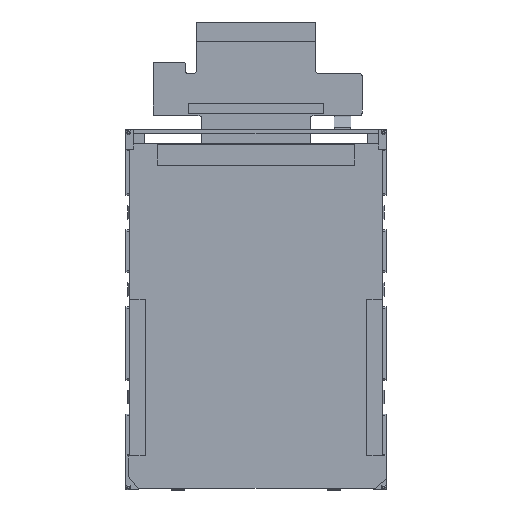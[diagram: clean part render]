
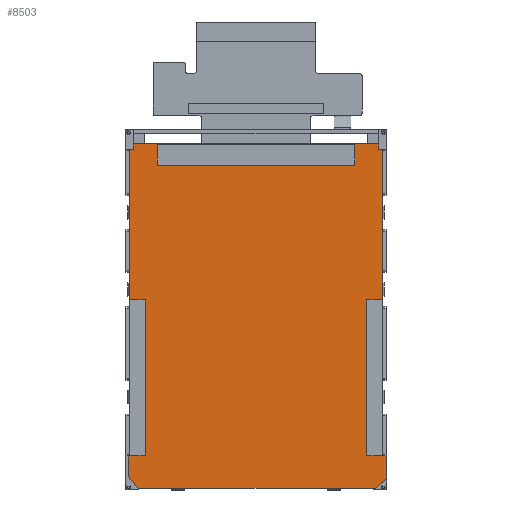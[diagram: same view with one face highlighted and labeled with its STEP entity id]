
A CAD part, front view. The second image highlights one B-rep face of the part: STEP entity #8503.
In plain terms, the highlighted planar face has unit normal (0, -1, 0).
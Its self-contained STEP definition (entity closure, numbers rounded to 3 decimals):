
#673=DIRECTION('',(0.,0.,-1.));
#674=VECTOR('',#673,4.372);
#675=CARTESIAN_POINT('',(25.,0.2,-25.5));
#676=LINE('',#675,#674);
#1088=DIRECTION('',(0.,0.,1.));
#1089=VECTOR('',#1088,58.98);
#1090=CARTESIAN_POINT('',(24.4,0.2,-25.5));
#1091=LINE('',#1090,#1089);
#3312=DIRECTION('',(0.,0.,1.));
#3313=VECTOR('',#3312,58.98);
#3314=CARTESIAN_POINT('',(-24.4,0.2,-25.5));
#3315=LINE('',#3314,#3313);
#3587=DIRECTION('',(0.,0.,1.));
#3588=VECTOR('',#3587,30.);
#3589=CARTESIAN_POINT('',(24.3,0.2,-25.5));
#3590=LINE('',#3589,#3588);
#3594=DIRECTION('',(-1.,0.,0.));
#3595=VECTOR('',#3594,3.);
#3596=CARTESIAN_POINT('',(24.3,0.2,4.5));
#3597=LINE('',#3596,#3595);
#3601=DIRECTION('',(0.,0.,-1.));
#3602=VECTOR('',#3601,30.);
#3603=CARTESIAN_POINT('',(21.3,0.2,4.5));
#3604=LINE('',#3603,#3602);
#3608=DIRECTION('',(1.,0.,0.));
#3609=VECTOR('',#3608,3.);
#3610=CARTESIAN_POINT('',(21.3,0.2,-25.5));
#3611=LINE('',#3610,#3609);
#3615=DIRECTION('',(0.,0.,1.));
#3616=VECTOR('',#3615,30.);
#3617=CARTESIAN_POINT('',(-21.3,0.2,-25.5));
#3618=LINE('',#3617,#3616);
#3622=DIRECTION('',(-1.,0.,0.));
#3623=VECTOR('',#3622,3.);
#3624=CARTESIAN_POINT('',(-21.3,0.2,4.5));
#3625=LINE('',#3624,#3623);
#3629=DIRECTION('',(0.,0.,-1.));
#3630=VECTOR('',#3629,30.);
#3631=CARTESIAN_POINT('',(-24.3,0.2,4.5));
#3632=LINE('',#3631,#3630);
#3636=DIRECTION('',(1.,0.,0.));
#3637=VECTOR('',#3636,3.);
#3638=CARTESIAN_POINT('',(-24.3,0.2,-25.5));
#3639=LINE('',#3638,#3637);
#3643=DIRECTION('',(0.,0.,1.));
#3644=VECTOR('',#3643,4.);
#3645=CARTESIAN_POINT('',(19.,0.2,30.4));
#3646=LINE('',#3645,#3644);
#3650=DIRECTION('',(-1.,0.,0.));
#3651=VECTOR('',#3650,38.);
#3652=CARTESIAN_POINT('',(19.,0.2,34.4));
#3653=LINE('',#3652,#3651);
#3657=DIRECTION('',(0.,0.,-1.));
#3658=VECTOR('',#3657,4.);
#3659=CARTESIAN_POINT('',(-19.,0.2,34.4));
#3660=LINE('',#3659,#3658);
#3664=DIRECTION('',(1.,0.,0.));
#3665=VECTOR('',#3664,38.);
#3666=CARTESIAN_POINT('',(-19.,0.2,30.4));
#3667=LINE('',#3666,#3665);
#3692=DIRECTION('',(1.,0.,0.));
#3693=VECTOR('',#3692,47.);
#3694=CARTESIAN_POINT('',(-23.5,0.2,34.5));
#3695=LINE('',#3694,#3693);
#3699=DIRECTION('',(1.,0.,0.));
#3700=VECTOR('',#3699,0.1);
#3701=CARTESIAN_POINT('',(23.5,0.2,34.5));
#3702=LINE('',#3701,#3700);
#3706=DIRECTION('',(0.,0.,-1.));
#3707=VECTOR('',#3706,1.02);
#3708=CARTESIAN_POINT('',(23.6,0.2,34.5));
#3709=LINE('',#3708,#3707);
#3713=DIRECTION('',(1.,0.,0.));
#3714=VECTOR('',#3713,0.8);
#3715=CARTESIAN_POINT('',(23.6,0.2,33.48));
#3716=LINE('',#3715,#3714);
#3720=DIRECTION('',(-0.762,0.,-0.648));
#3721=VECTOR('',#3720,3.283);
#3722=CARTESIAN_POINT('',(25.,0.2,-29.872));
#3723=LINE('',#3722,#3721);
#3727=DIRECTION('',(0.636,0.,-0.771));
#3728=VECTOR('',#3727,3.241);
#3729=CARTESIAN_POINT('',(-24.563,0.2,-29.5));
#3730=LINE('',#3729,#3728);
#3734=DIRECTION('',(0.,0.,1.));
#3735=VECTOR('',#3734,4.);
#3736=CARTESIAN_POINT('',(-24.563,0.2,-29.5));
#3737=LINE('',#3736,#3735);
#3741=DIRECTION('',(-1.,0.,0.));
#3742=VECTOR('',#3741,0.8);
#3743=CARTESIAN_POINT('',(-23.6,0.2,33.48));
#3744=LINE('',#3743,#3742);
#3748=DIRECTION('',(0.,0.,1.));
#3749=VECTOR('',#3748,1.02);
#3750=CARTESIAN_POINT('',(-23.6,0.2,33.48));
#3751=LINE('',#3750,#3749);
#3755=DIRECTION('',(1.,0.,0.));
#3756=VECTOR('',#3755,0.1);
#3757=CARTESIAN_POINT('',(-23.6,0.2,34.5));
#3758=LINE('',#3757,#3756);
#4130=DIRECTION('',(1.,0.,0.));
#4131=VECTOR('',#4130,0.6);
#4132=CARTESIAN_POINT('',(24.4,0.2,-25.5));
#4133=LINE('',#4132,#4131);
#4181=DIRECTION('',(0.,0.,1.));
#4182=VECTOR('',#4181,0.25);
#4183=CARTESIAN_POINT('',(22.5,0.2,-32.));
#4184=LINE('',#4183,#4182);
#4251=DIRECTION('',(-1.,0.,0.));
#4252=VECTOR('',#4251,45.);
#4253=CARTESIAN_POINT('',(22.5,0.2,-31.75));
#4254=LINE('',#4253,#4252);
#4377=DIRECTION('',(0.,0.,-1.));
#4378=VECTOR('',#4377,0.25);
#4379=CARTESIAN_POINT('',(-22.5,0.2,-31.75));
#4380=LINE('',#4379,#4378);
#4412=DIRECTION('',(-1.,0.,0.));
#4413=VECTOR('',#4412,0.163);
#4414=CARTESIAN_POINT('',(-24.4,0.2,-25.5));
#4415=LINE('',#4414,#4413);
#5397=CARTESIAN_POINT('',(23.6,0.2,34.5));
#5398=CARTESIAN_POINT('',(23.6,0.2,33.48));
#5399=VERTEX_POINT('',#5397);
#5400=VERTEX_POINT('',#5398);
#5401=CARTESIAN_POINT('',(-23.6,0.2,33.48));
#5402=CARTESIAN_POINT('',(-23.6,0.2,34.5));
#5403=VERTEX_POINT('',#5401);
#5404=VERTEX_POINT('',#5402);
#5413=CARTESIAN_POINT('',(25.,0.2,-25.5));
#5414=CARTESIAN_POINT('',(25.,0.2,-29.872));
#5415=VERTEX_POINT('',#5413);
#5416=VERTEX_POINT('',#5414);
#5419=CARTESIAN_POINT('',(22.5,0.2,-32.));
#5420=CARTESIAN_POINT('',(22.5,0.2,-31.75));
#5421=VERTEX_POINT('',#5419);
#5422=VERTEX_POINT('',#5420);
#5423=CARTESIAN_POINT('',(-22.5,0.2,-31.75));
#5424=VERTEX_POINT('',#5423);
#5425=CARTESIAN_POINT('',(-22.5,0.2,-32.));
#5426=VERTEX_POINT('',#5425);
#5427=CARTESIAN_POINT('',(-24.4,0.2,-25.5));
#5428=CARTESIAN_POINT('',(-24.4,0.2,33.48));
#5429=VERTEX_POINT('',#5427);
#5430=VERTEX_POINT('',#5428);
#5431=CARTESIAN_POINT('',(-24.563,0.2,-25.5));
#5432=VERTEX_POINT('',#5431);
#5435=CARTESIAN_POINT('',(24.4,0.2,-25.5));
#5436=CARTESIAN_POINT('',(24.4,0.2,33.48));
#5437=VERTEX_POINT('',#5435);
#5438=VERTEX_POINT('',#5436);
#5439=CARTESIAN_POINT('',(-24.563,0.2,-29.5));
#5440=VERTEX_POINT('',#5439);
#5483=CARTESIAN_POINT('',(24.3,0.2,-25.5));
#5484=CARTESIAN_POINT('',(24.3,0.2,4.5));
#5485=VERTEX_POINT('',#5483);
#5486=VERTEX_POINT('',#5484);
#5487=CARTESIAN_POINT('',(21.3,0.2,4.5));
#5488=VERTEX_POINT('',#5487);
#5489=CARTESIAN_POINT('',(21.3,0.2,-25.5));
#5490=VERTEX_POINT('',#5489);
#5491=CARTESIAN_POINT('',(-21.3,0.2,-25.5));
#5492=CARTESIAN_POINT('',(-21.3,0.2,4.5));
#5493=VERTEX_POINT('',#5491);
#5494=VERTEX_POINT('',#5492);
#5495=CARTESIAN_POINT('',(-24.3,0.2,4.5));
#5496=VERTEX_POINT('',#5495);
#5497=CARTESIAN_POINT('',(-24.3,0.2,-25.5));
#5498=VERTEX_POINT('',#5497);
#5499=CARTESIAN_POINT('',(19.,0.2,30.4));
#5500=CARTESIAN_POINT('',(19.,0.2,34.4));
#5501=VERTEX_POINT('',#5499);
#5502=VERTEX_POINT('',#5500);
#5503=CARTESIAN_POINT('',(-19.,0.2,34.4));
#5504=VERTEX_POINT('',#5503);
#5505=CARTESIAN_POINT('',(-19.,0.2,30.4));
#5506=VERTEX_POINT('',#5505);
#5727=CARTESIAN_POINT('',(-23.5,0.2,34.5));
#5728=CARTESIAN_POINT('',(23.5,0.2,34.5));
#5729=VERTEX_POINT('',#5727);
#5730=VERTEX_POINT('',#5728);
#8434=CARTESIAN_POINT('',(0.,0.2,0.));
#8435=DIRECTION('',(0.,-1.,0.));
#8436=DIRECTION('',(-1.,0.,0.));
#8437=AXIS2_PLACEMENT_3D('',#8434,#8435,#8436);
#8438=PLANE('',#8437);
#8439=ORIENTED_EDGE('',*,*,#7718,.T.);
#8441=ORIENTED_EDGE('',*,*,#8440,.T.);
#8443=ORIENTED_EDGE('',*,*,#8442,.T.);
#8445=ORIENTED_EDGE('',*,*,#8444,.T.);
#8446=ORIENTED_EDGE('',*,*,#6368,.F.);
#8448=ORIENTED_EDGE('',*,*,#8447,.T.);
#8449=ORIENTED_EDGE('',*,*,#6233,.T.);
#8451=ORIENTED_EDGE('',*,*,#8450,.T.);
#8453=ORIENTED_EDGE('',*,*,#8452,.T.);
#8455=ORIENTED_EDGE('',*,*,#8454,.T.);
#8457=ORIENTED_EDGE('',*,*,#8456,.T.);
#8459=ORIENTED_EDGE('',*,*,#8458,.F.);
#8461=ORIENTED_EDGE('',*,*,#8460,.T.);
#8463=ORIENTED_EDGE('',*,*,#8462,.F.);
#8464=ORIENTED_EDGE('',*,*,#8139,.T.);
#8466=ORIENTED_EDGE('',*,*,#8465,.F.);
#8468=ORIENTED_EDGE('',*,*,#8467,.T.);
#8470=ORIENTED_EDGE('',*,*,#8469,.T.);
#8471=EDGE_LOOP('',(#8439,#8441,#8443,#8445,#8446,#8448,#8449,#8451,#8453,#8455,
#8457,#8459,#8461,#8463,#8464,#8466,#8468,#8470));
#8472=FACE_OUTER_BOUND('',#8471,.F.);
#8474=ORIENTED_EDGE('',*,*,#8473,.T.);
#8476=ORIENTED_EDGE('',*,*,#8475,.T.);
#8478=ORIENTED_EDGE('',*,*,#8477,.T.);
#8480=ORIENTED_EDGE('',*,*,#8479,.T.);
#8481=EDGE_LOOP('',(#8474,#8476,#8478,#8480));
#8482=FACE_BOUND('',#8481,.F.);
#8484=ORIENTED_EDGE('',*,*,#8483,.T.);
#8486=ORIENTED_EDGE('',*,*,#8485,.T.);
#8488=ORIENTED_EDGE('',*,*,#8487,.T.);
#8490=ORIENTED_EDGE('',*,*,#8489,.T.);
#8491=EDGE_LOOP('',(#8484,#8486,#8488,#8490));
#8492=FACE_BOUND('',#8491,.F.);
#8494=ORIENTED_EDGE('',*,*,#8493,.T.);
#8496=ORIENTED_EDGE('',*,*,#8495,.T.);
#8498=ORIENTED_EDGE('',*,*,#8497,.T.);
#8500=ORIENTED_EDGE('',*,*,#8499,.T.);
#8501=EDGE_LOOP('',(#8494,#8496,#8498,#8500));
#8502=FACE_BOUND('',#8501,.F.);
#6233=EDGE_CURVE('',#5415,#5416,#676,.T.);
#6368=EDGE_CURVE('',#5437,#5438,#1091,.T.);
#7718=EDGE_CURVE('',#5729,#5730,#3695,.T.);
#8139=EDGE_CURVE('',#5429,#5430,#3315,.T.);
#8440=EDGE_CURVE('',#5730,#5399,#3702,.T.);
#8442=EDGE_CURVE('',#5399,#5400,#3709,.T.);
#8444=EDGE_CURVE('',#5400,#5438,#3716,.T.);
#8447=EDGE_CURVE('',#5437,#5415,#4133,.T.);
#8450=EDGE_CURVE('',#5416,#5421,#3723,.T.);
#8452=EDGE_CURVE('',#5421,#5422,#4184,.T.);
#8454=EDGE_CURVE('',#5422,#5424,#4254,.T.);
#8456=EDGE_CURVE('',#5424,#5426,#4380,.T.);
#8458=EDGE_CURVE('',#5440,#5426,#3730,.T.);
#8460=EDGE_CURVE('',#5440,#5432,#3737,.T.);
#8462=EDGE_CURVE('',#5429,#5432,#4415,.T.);
#8465=EDGE_CURVE('',#5403,#5430,#3744,.T.);
#8467=EDGE_CURVE('',#5403,#5404,#3751,.T.);
#8469=EDGE_CURVE('',#5404,#5729,#3758,.T.);
#8473=EDGE_CURVE('',#5485,#5486,#3590,.T.);
#8475=EDGE_CURVE('',#5486,#5488,#3597,.T.);
#8477=EDGE_CURVE('',#5488,#5490,#3604,.T.);
#8479=EDGE_CURVE('',#5490,#5485,#3611,.T.);
#8483=EDGE_CURVE('',#5493,#5494,#3618,.T.);
#8485=EDGE_CURVE('',#5494,#5496,#3625,.T.);
#8487=EDGE_CURVE('',#5496,#5498,#3632,.T.);
#8489=EDGE_CURVE('',#5498,#5493,#3639,.T.);
#8493=EDGE_CURVE('',#5501,#5502,#3646,.T.);
#8495=EDGE_CURVE('',#5502,#5504,#3653,.T.);
#8497=EDGE_CURVE('',#5504,#5506,#3660,.T.);
#8499=EDGE_CURVE('',#5506,#5501,#3667,.T.);
#8503=ADVANCED_FACE('',(#8472,#8482,#8492,#8502),#8438,.T.);
